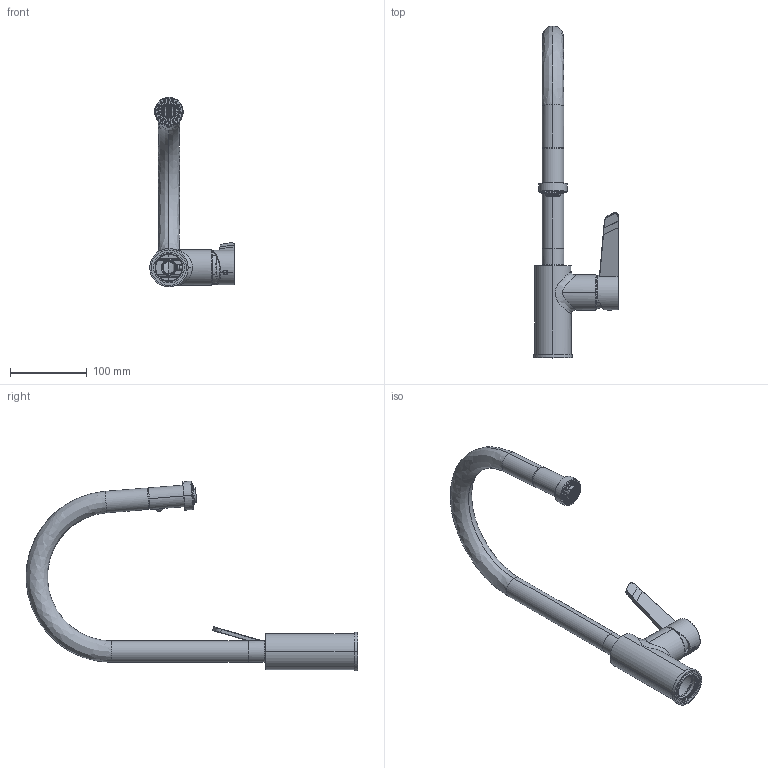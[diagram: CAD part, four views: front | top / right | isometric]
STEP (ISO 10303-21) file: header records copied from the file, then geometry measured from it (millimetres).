
FILE_DESCRIPTION (( 'STEP AP203' ), '1' );
FILE_NAME ('38EP04201_00.STEP', '2021-04-09T12:58:17', ( '' ), ( '' ), 'SwSTEP 2.0', 'SolidWorks 2018', '' );
FILE_SCHEMA (( 'CONFIG_CONTROL_DESIGN' ));
Products named in the file (1): 38EP04201_00
Bounding box: 110 x 431.92 x 246.88 mm (x, y, z)
Surface area: 196593.3 mm2 (no closed solid volume)
Topology: 0 solids, 42 shells, 1390 faces, 3727 edges, 2448 vertices
Faces by surface type: plane 713, cylinder 458, bspline 93, cone 75, torus 47, sphere 4
Entity records: 62137 total; most frequent: CARTESIAN_POINT 27795, ORIENTED_EDGE 7447, DIRECTION 6694, EDGE_CURVE 3727, VERTEX_POINT 2448, AXIS2_PLACEMENT_3D 2243, VECTOR 2208, LINE 2208
